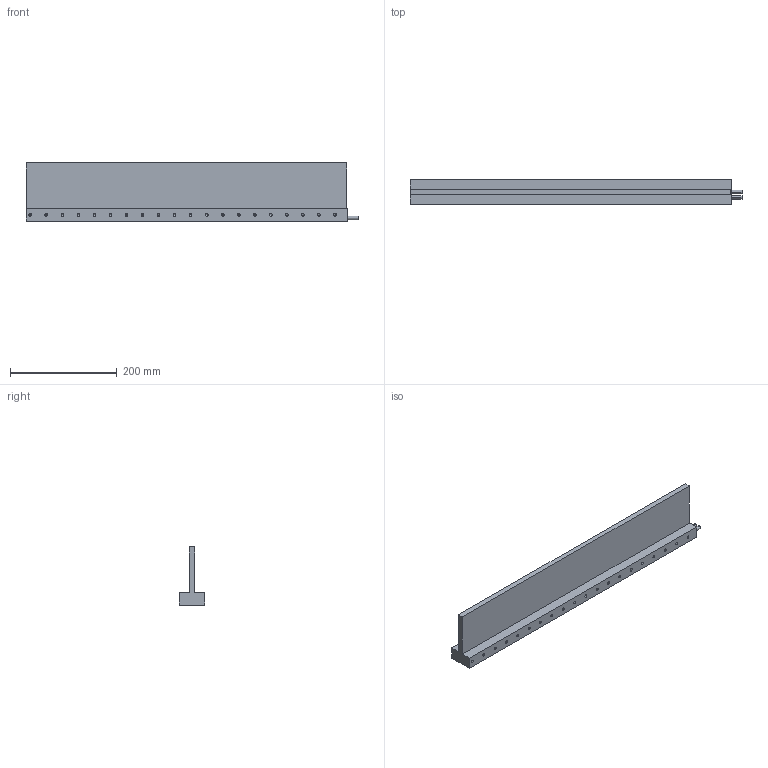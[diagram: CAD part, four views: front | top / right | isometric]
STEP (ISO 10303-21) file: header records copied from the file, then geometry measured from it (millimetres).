
FILE_DESCRIPTION (( 'STEP AP203' ), '1' );
FILE_NAME ('ZWU-60A-5-MODEL-A01.step', '2022-09-08T12:53:19', ( '' ), ( '' ), 'SwSTEP 2.0', 'SolidWorks 2020', '' );
FILE_SCHEMA (( 'CONFIG_CONTROL_DESIGN' ));
Length unit declared in the file: millimetre
Products named in the file (1): ZWU-60A-5-MODEL-A01
Bounding box: 621 x 47 x 108.8 mm (x, y, z)
Volume: 1161864.6 mm3; surface area: 201832.4 mm2
Topology: 1 solids, 1 shells, 336 faces, 836 edges, 424 vertices
Faces by surface type: cylinder 164, cone 160, plane 12
Entity records: 8845 total; most frequent: DIRECTION 1678, CARTESIAN_POINT 1437, ORIENTED_EDGE 1352, EDGE_CURVE 676, AXIS2_PLACEMENT_3D 665, VERTEX_POINT 424, EDGE_LOOP 418, VECTOR 348
